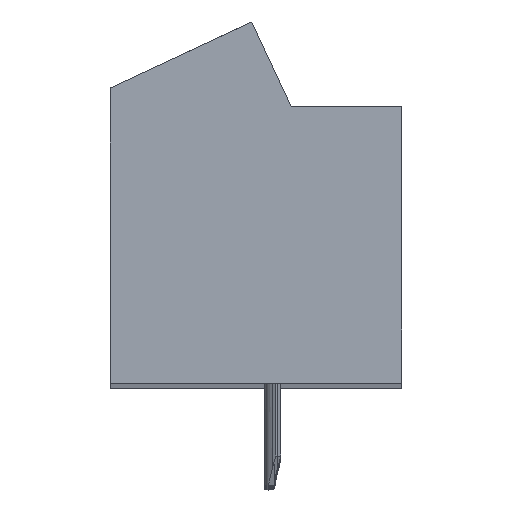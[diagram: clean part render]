
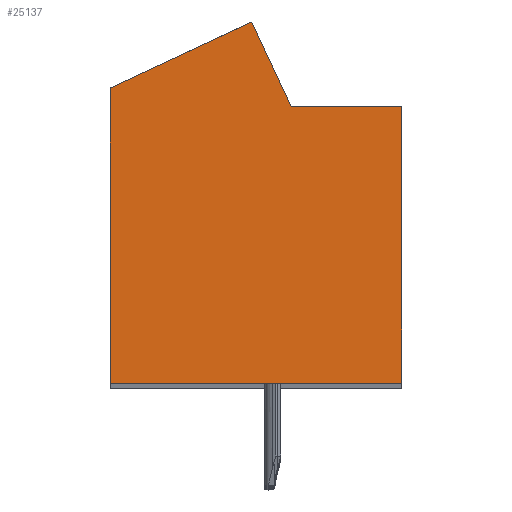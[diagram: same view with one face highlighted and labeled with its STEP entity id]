
A CAD part, top view. The second image highlights one B-rep face of the part: STEP entity #25137.
In plain terms, the highlighted planar face has unit normal (0, 0, 1).
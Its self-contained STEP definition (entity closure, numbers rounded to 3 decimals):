
#8877=DIRECTION('',(-1.,0.,0.));
#8878=VECTOR('',#8877,3.79);
#8879=CARTESIAN_POINT('',(5.002,3.3,96.75));
#8880=LINE('',#8879,#8878);
#8881=DIRECTION('',(0.,1.,0.));
#8882=VECTOR('',#8881,9.5);
#8883=CARTESIAN_POINT('',(5.002,-6.2,96.75));
#8884=LINE('',#8883,#8882);
#8885=DIRECTION('',(1.,0.,0.));
#8886=VECTOR('',#8885,10.);
#8887=CARTESIAN_POINT('',(-4.998,-6.2,96.75));
#8888=LINE('',#8887,#8886);
#8889=DIRECTION('',(0.,-1.,0.));
#8890=VECTOR('',#8889,10.135);
#8891=CARTESIAN_POINT('',(-4.998,3.935,96.75));
#8892=LINE('',#8891,#8890);
#8893=DIRECTION('',(-0.906,-0.423,0.));
#8894=VECTOR('',#8893,5.36);
#8895=CARTESIAN_POINT('',(-0.14,6.2,96.75));
#8896=LINE('',#8895,#8894);
#8897=DIRECTION('',(-0.423,0.906,0.));
#8898=VECTOR('',#8897,3.2);
#8899=CARTESIAN_POINT('',(1.212,3.3,96.75));
#8900=LINE('',#8899,#8898);
#10773=CARTESIAN_POINT('',(5.002,3.3,96.75));
#10774=CARTESIAN_POINT('',(1.212,3.3,96.75));
#10775=VERTEX_POINT('',#10773);
#10776=VERTEX_POINT('',#10774);
#10777=CARTESIAN_POINT('',(-0.14,6.2,96.75));
#10778=VERTEX_POINT('',#10777);
#10779=CARTESIAN_POINT('',(-4.998,3.935,96.75));
#10780=VERTEX_POINT('',#10779);
#10781=CARTESIAN_POINT('',(-4.998,-6.2,96.75));
#10782=VERTEX_POINT('',#10781);
#10783=CARTESIAN_POINT('',(5.002,-6.2,96.75));
#10784=VERTEX_POINT('',#10783);
#25124=CARTESIAN_POINT('',(0.,0.,96.75));
#25125=DIRECTION('',(0.,0.,1.));
#25126=DIRECTION('',(1.,0.,0.));
#25127=AXIS2_PLACEMENT_3D('',#25124,#25125,#25126);
#25128=PLANE('',#25127);
#25129=ORIENTED_EDGE('',*,*,#13802,.F.);
#25130=ORIENTED_EDGE('',*,*,#13817,.F.);
#25131=ORIENTED_EDGE('',*,*,#13831,.F.);
#25132=ORIENTED_EDGE('',*,*,#14212,.F.);
#25133=ORIENTED_EDGE('',*,*,#14621,.F.);
#25134=ORIENTED_EDGE('',*,*,#25118,.F.);
#25135=EDGE_LOOP('',(#25129,#25130,#25131,#25132,#25133,#25134));
#25136=FACE_OUTER_BOUND('',#25135,.F.);
#13802=EDGE_CURVE('',#10775,#10776,#8880,.T.);
#13817=EDGE_CURVE('',#10784,#10775,#8884,.T.);
#13831=EDGE_CURVE('',#10782,#10784,#8888,.T.);
#14212=EDGE_CURVE('',#10780,#10782,#8892,.T.);
#14621=EDGE_CURVE('',#10778,#10780,#8896,.T.);
#25118=EDGE_CURVE('',#10776,#10778,#8900,.T.);
#25137=ADVANCED_FACE('',(#25136),#25128,.T.);
